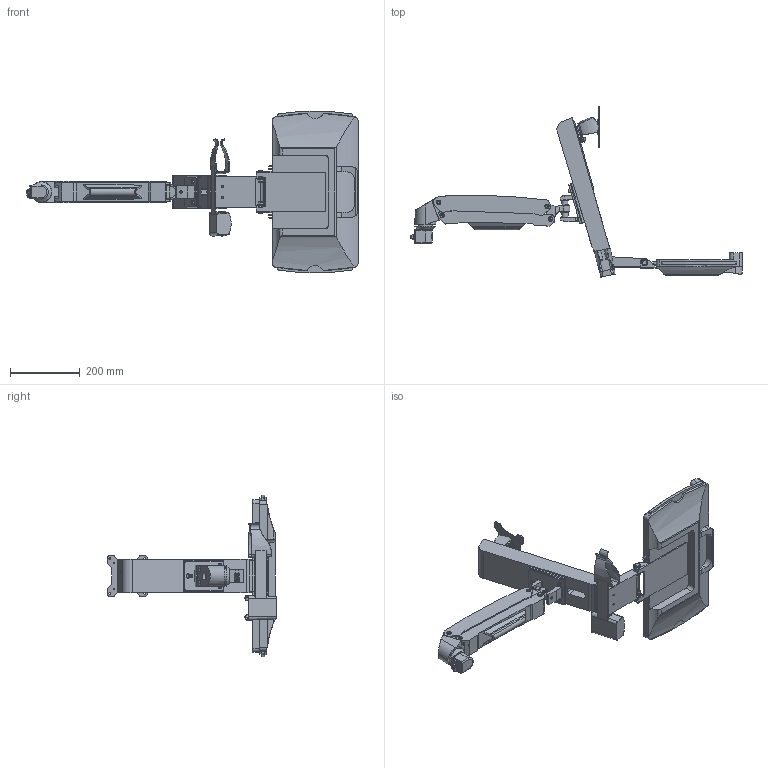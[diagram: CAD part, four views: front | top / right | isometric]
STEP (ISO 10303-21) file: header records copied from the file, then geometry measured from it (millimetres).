
FILE_DESCRIPTION( ( 'STEP AP203' ), '1' );
FILE_NAME( '6MHM75100S40IT(0)(0)(0).stp', '2021-11-15T08:53:32', ( 'License CC BY-ND 4.0' ), ( 'CADENAS' ), ' ', 'PARTsolutions', ' ' );
FILE_SCHEMA( ( 'CONFIG_CONTROL_DESIGN' ) );
Length unit declared in the file: millimetre
Products named in the file (11): 6MHM75100S40IT(0)(0)(0); _6MHM75100S40IT_1; _6MHM75100S40IT_2; _6MHM75100S40IT_4; _6MHM75100S40IT_5; _6MHM75100S40IT_6; _6MHM75100S40IT_9; _6MHM75100S40IT_10; _6MHM75100S40IT_7; _6MHM75100S40IT_8; _6MHM75100S40IT_3
Assembly tree (10 placements, depth 2):
  6MHM75100S40IT(0)(0)(0)
    _6MHM75100S40IT_1
    _6MHM75100S40IT_2
    _6MHM75100S40IT_4
    _6MHM75100S40IT_5
    _6MHM75100S40IT_6
    _6MHM75100S40IT_9
    _6MHM75100S40IT_10
    _6MHM75100S40IT_7
    _6MHM75100S40IT_8
    _6MHM75100S40IT_3
Bounding box: 949.8 x 486.32 x 462.14 mm (x, y, z)
Volume: 6373320.8 mm3; surface area: 1295305.4 mm2
Topology: 10 solids, 10 shells, 1413 faces, 3722 edges, 2452 vertices
Faces by surface type: plane 783, cylinder 527, cone 58, torus 39, bspline 5, sphere 1
Full cylindrical faces by diameter (mm): 4 x3, 4.5 x8, 5 x5, 5.05 x1, 6 x4, 7 x3, 8 x34, 8.1 x2, 9 x1, 10 x7, 10.581 x1, 12 x13, 12.3 x3, 12.5 x4, 13 x7, 17.382 x1, 17.594 x1, 18 x11, 19 x7, 19.956 x3, 22 x2, 24 x2, 28 x1, 50 x1, 59 x1
Entity records: 45370 total; most frequent: CARTESIAN_POINT 10413, DIRECTION 7293, ORIENTED_EDGE 6914, EDGE_CURVE 3457, AXIS2_PLACEMENT_3D 2624, VERTEX_POINT 2392, LINE 2045, VECTOR 2045
